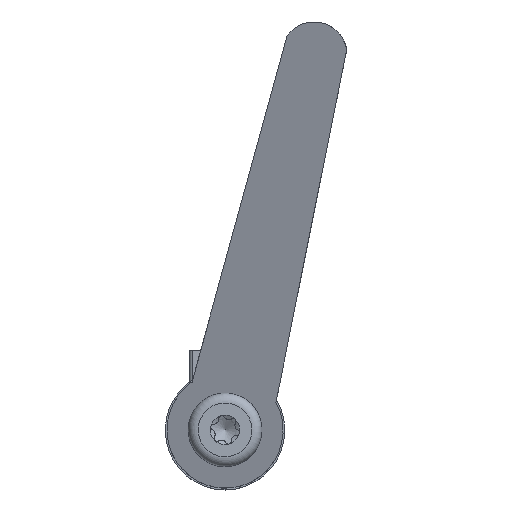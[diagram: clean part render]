
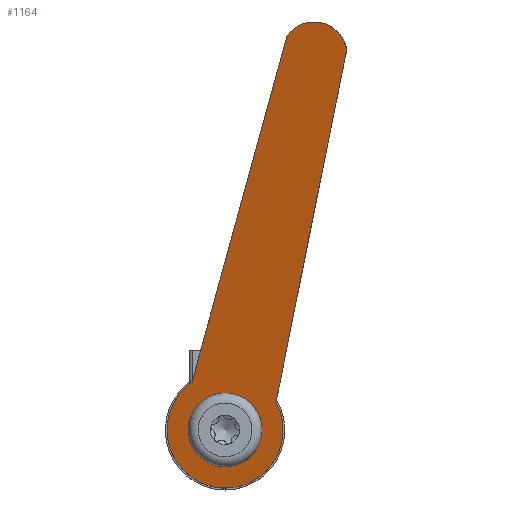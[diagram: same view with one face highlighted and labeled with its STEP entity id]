
A CAD part, top view. The second image highlights one B-rep face of the part: STEP entity #1164.
In plain terms, the highlighted face is planar.
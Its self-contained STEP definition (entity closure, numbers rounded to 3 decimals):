
#29=ELLIPSE('',#1321,5.177,5.001);
#30=ELLIPSE('',#1322,5.177,5.001);
#31=ELLIPSE('',#1323,9.059,8.75);
#32=ELLIPSE('',#1324,9.059,8.75);
#33=ELLIPSE('',#1325,5.746,5.55);
#49=FACE_BOUND('',#257,.T.);
#105=B_SPLINE_CURVE_WITH_KNOTS('',3,(#2375,#2376,#2377,#2378,#2379,#2380,
#2381,#2382,#2383,#2384,#2385),.UNSPECIFIED.,.F.,.F.,(4,2,3,2,4),(2.635,
2.709,2.833,2.958,3.032),
 .UNSPECIFIED.);
#189=FACE_OUTER_BOUND('',#256,.T.);
#256=EDGE_LOOP('',(#964,#965,#966,#967,#968,#969,#970));
#257=EDGE_LOOP('',(#971,#972));
#389=LINE('',#2363,#452);
#390=LINE('',#2367,#453);
#391=LINE('',#2372,#454);
#452=VECTOR('',#1573,10.);
#453=VECTOR('',#1576,1000.);
#454=VECTOR('',#1581,1000.);
#545=VERTEX_POINT('',#2359);
#546=VERTEX_POINT('',#2360);
#547=VERTEX_POINT('',#2362);
#548=VERTEX_POINT('',#2364);
#549=VERTEX_POINT('',#2366);
#550=VERTEX_POINT('',#2368);
#551=VERTEX_POINT('',#2370);
#552=VERTEX_POINT('',#2373);
#553=VERTEX_POINT('',#2374);
#697=EDGE_CURVE('',#545,#546,#29,.T.);
#698=EDGE_CURVE('',#546,#547,#389,.F.);
#699=EDGE_CURVE('',#547,#548,#30,.T.);
#700=EDGE_CURVE('',#548,#549,#390,.T.);
#701=EDGE_CURVE('',#549,#550,#31,.T.);
#702=EDGE_CURVE('',#550,#551,#32,.T.);
#703=EDGE_CURVE('',#551,#545,#391,.T.);
#704=EDGE_CURVE('',#552,#553,#105,.T.);
#705=EDGE_CURVE('',#552,#553,#33,.F.);
#964=ORIENTED_EDGE('',*,*,#697,.T.);
#965=ORIENTED_EDGE('',*,*,#698,.T.);
#966=ORIENTED_EDGE('',*,*,#699,.T.);
#967=ORIENTED_EDGE('',*,*,#700,.T.);
#968=ORIENTED_EDGE('',*,*,#701,.T.);
#969=ORIENTED_EDGE('',*,*,#702,.T.);
#970=ORIENTED_EDGE('',*,*,#703,.T.);
#971=ORIENTED_EDGE('',*,*,#704,.F.);
#972=ORIENTED_EDGE('',*,*,#705,.T.);
#1120=PLANE('',#1320);
#1164=ADVANCED_FACE('',(#189,#49),#1120,.T.);
#1320=AXIS2_PLACEMENT_3D('',#2358,#1569,#1570);
#1321=AXIS2_PLACEMENT_3D('',#2361,#1571,#1572);
#1322=AXIS2_PLACEMENT_3D('',#2365,#1574,#1575);
#1323=AXIS2_PLACEMENT_3D('',#2369,#1577,#1578);
#1324=AXIS2_PLACEMENT_3D('',#2371,#1579,#1580);
#1325=AXIS2_PLACEMENT_3D('',#2386,#1582,#1583);
#1569=DIRECTION('center_axis',(-0.259,0.966,0.));
#1570=DIRECTION('ref_axis',(-0.966,-0.259,0.));
#1571=DIRECTION('center_axis',(-0.259,0.966,0.));
#1572=DIRECTION('ref_axis',(-0.966,-0.259,0.));
#1573=DIRECTION('',(0.,0.,1.));
#1574=DIRECTION('center_axis',(-0.259,0.966,0.));
#1575=DIRECTION('ref_axis',(-0.966,-0.259,0.));
#1576=DIRECTION('',(-0.965,-0.259,-0.034));
#1577=DIRECTION('center_axis',(-0.259,0.966,0.));
#1578=DIRECTION('ref_axis',(-0.966,-0.259,0.));
#1579=DIRECTION('center_axis',(-0.259,0.966,0.));
#1580=DIRECTION('ref_axis',(-0.966,-0.259,0.));
#1581=DIRECTION('',(0.965,0.259,-0.034));
#1582=DIRECTION('center_axis',(-0.259,0.966,0.));
#1583=DIRECTION('ref_axis',(-0.966,-0.259,0.));
#2358=CARTESIAN_POINT('Origin',(-9.75,25.507,9.75));
#2359=CARTESIAN_POINT('',(59.935,44.179,4.612));
#2360=CARTESIAN_POINT('',(63.,45.,0.1));
#2361=CARTESIAN_POINT('Origin',(58.,43.66,0.));
#2362=CARTESIAN_POINT('',(63.,45.,-0.1));
#2363=CARTESIAN_POINT('',(63.,45.,0.));
#2364=CARTESIAN_POINT('',(59.935,44.179,-4.612));
#2365=CARTESIAN_POINT('Origin',(58.,43.66,0.));
#2366=CARTESIAN_POINT('',(5.858,29.689,-6.5));
#2367=CARTESIAN_POINT('',(61.139,44.501,-4.57));
#2368=CARTESIAN_POINT('',(0.,28.119,8.75));
#2369=CARTESIAN_POINT('Origin',(0.,28.119,0.));
#2370=CARTESIAN_POINT('',(5.858,29.689,6.5));
#2371=CARTESIAN_POINT('Origin',(0.,28.119,0.));
#2372=CARTESIAN_POINT('',(10.68,30.981,6.332));
#2373=CARTESIAN_POINT('',(5.153,29.5,2.061));
#2374=CARTESIAN_POINT('',(5.153,29.5,-2.061));
#2375=CARTESIAN_POINT('Ctrl Pts',(5.153,29.5,2.061));
#2376=CARTESIAN_POINT('Ctrl Pts',(5.25,29.526,1.82));
#2377=CARTESIAN_POINT('Ctrl Pts',(5.331,29.548,1.564));
#2378=CARTESIAN_POINT('Ctrl Pts',(5.498,29.592,0.866));
#2379=CARTESIAN_POINT('Ctrl Pts',(5.546,29.605,0.415));
#2380=CARTESIAN_POINT('Ctrl Pts',(5.546,29.605,0.));
#2381=CARTESIAN_POINT('Ctrl Pts',(5.546,29.605,-0.415));
#2382=CARTESIAN_POINT('Ctrl Pts',(5.498,29.592,-0.866));
#2383=CARTESIAN_POINT('Ctrl Pts',(5.331,29.548,-1.564));
#2384=CARTESIAN_POINT('Ctrl Pts',(5.25,29.526,-1.82));
#2385=CARTESIAN_POINT('Ctrl Pts',(5.153,29.5,-2.061));
#2386=CARTESIAN_POINT('Origin',(0.,28.119,0.));
